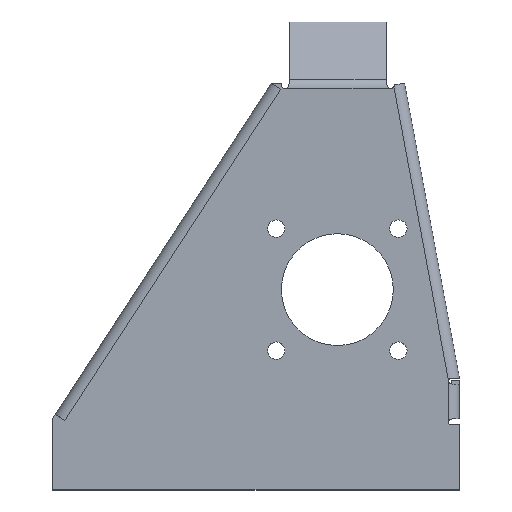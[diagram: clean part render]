
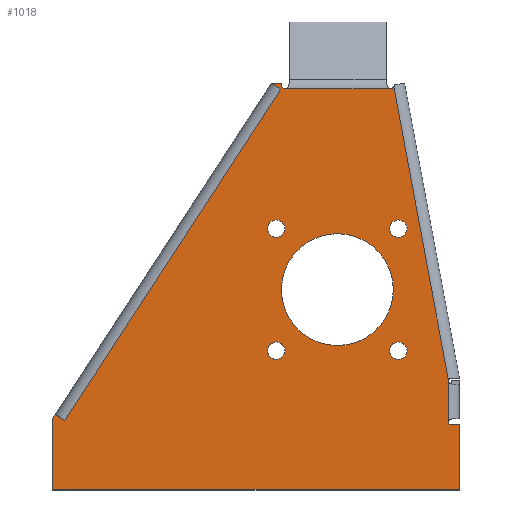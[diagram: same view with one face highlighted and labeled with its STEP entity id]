
A CAD part, top view. The second image highlights one B-rep face of the part: STEP entity #1018.
In plain terms, the highlighted planar face has unit normal (0, 0, 1).
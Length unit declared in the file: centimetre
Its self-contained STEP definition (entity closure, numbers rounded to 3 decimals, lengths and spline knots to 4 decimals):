
#52=FACE_BOUND('',#133,.T.);
#53=FACE_BOUND('',#134,.T.);
#54=FACE_BOUND('',#135,.T.);
#55=FACE_BOUND('',#136,.T.);
#56=FACE_BOUND('',#137,.T.);
#70=FACE_OUTER_BOUND('',#132,.T.);
#132=EDGE_LOOP('',(#689,#690,#691,#692,#693,#694,#695,#696,#697,#698,#699,
#700,#701,#702,#703,#704,#705));
#133=EDGE_LOOP('',(#706));
#134=EDGE_LOOP('',(#707));
#135=EDGE_LOOP('',(#708));
#136=EDGE_LOOP('',(#709));
#137=EDGE_LOOP('',(#710));
#208=LINE('',#1471,#307);
#213=LINE('',#1490,#312);
#214=LINE('',#1494,#313);
#215=LINE('',#1496,#314);
#216=LINE('',#1497,#315);
#217=LINE('',#1498,#316);
#218=LINE('',#1500,#317);
#219=LINE('',#1502,#318);
#220=LINE('',#1504,#319);
#221=LINE('',#1506,#320);
#222=LINE('',#1508,#321);
#223=LINE('',#1512,#322);
#224=LINE('',#1516,#323);
#307=VECTOR('',#1181,0.55);
#312=VECTOR('',#1198,0.2);
#313=VECTOR('',#1201,0.0742);
#314=VECTOR('',#1202,0.5);
#315=VECTOR('',#1203,0.55);
#316=VECTOR('',#1204,19.443);
#317=VECTOR('',#1205,0.25);
#318=VECTOR('',#1206,3.5);
#319=VECTOR('',#1207,20.);
#320=VECTOR('',#1208,3.2);
#321=VECTOR('',#1209,0.4);
#322=VECTOR('',#1212,0.15);
#323=VECTOR('',#1215,14.6724);
#408=CIRCLE('',#1087,0.2);
#409=CIRCLE('',#1088,0.15);
#410=CIRCLE('',#1089,0.15);
#411=CIRCLE('',#1090,0.2);
#412=CIRCLE('',#1091,2.75);
#413=CIRCLE('',#1092,0.425);
#414=CIRCLE('',#1093,0.425);
#415=CIRCLE('',#1094,0.425);
#416=CIRCLE('',#1095,0.425);
#439=VERTEX_POINT('',#1464);
#442=VERTEX_POINT('',#1469);
#447=VERTEX_POINT('',#1482);
#449=VERTEX_POINT('',#1488);
#450=VERTEX_POINT('',#1489);
#451=VERTEX_POINT('',#1491);
#452=VERTEX_POINT('',#1493);
#453=VERTEX_POINT('',#1495);
#454=VERTEX_POINT('',#1499);
#455=VERTEX_POINT('',#1501);
#456=VERTEX_POINT('',#1503);
#457=VERTEX_POINT('',#1505);
#458=VERTEX_POINT('',#1507);
#459=VERTEX_POINT('',#1509);
#460=VERTEX_POINT('',#1511);
#461=VERTEX_POINT('',#1513);
#462=VERTEX_POINT('',#1515);
#463=VERTEX_POINT('',#1518);
#464=VERTEX_POINT('',#1520);
#465=VERTEX_POINT('',#1522);
#466=VERTEX_POINT('',#1524);
#467=VERTEX_POINT('',#1526);
#534=EDGE_CURVE('',#439,#442,#208,.T.);
#542=EDGE_CURVE('',#449,#450,#213,.T.);
#543=EDGE_CURVE('',#449,#451,#408,.T.);
#544=EDGE_CURVE('',#451,#452,#214,.T.);
#545=EDGE_CURVE('',#453,#452,#215,.T.);
#546=EDGE_CURVE('',#453,#447,#216,.T.);
#547=EDGE_CURVE('',#447,#439,#217,.T.);
#548=EDGE_CURVE('',#442,#454,#218,.T.);
#549=EDGE_CURVE('',#455,#454,#219,.T.);
#550=EDGE_CURVE('',#456,#455,#220,.T.);
#551=EDGE_CURVE('',#457,#456,#221,.T.);
#552=EDGE_CURVE('',#458,#457,#222,.T.);
#553=EDGE_CURVE('',#458,#459,#409,.T.);
#554=EDGE_CURVE('',#460,#459,#223,.T.);
#555=EDGE_CURVE('',#460,#461,#410,.T.);
#556=EDGE_CURVE('',#461,#462,#224,.T.);
#557=EDGE_CURVE('',#462,#450,#411,.T.);
#558=EDGE_CURVE('',#463,#463,#412,.T.);
#559=EDGE_CURVE('',#464,#464,#413,.T.);
#560=EDGE_CURVE('',#465,#465,#414,.T.);
#561=EDGE_CURVE('',#466,#466,#415,.T.);
#562=EDGE_CURVE('',#467,#467,#416,.T.);
#689=ORIENTED_EDGE('',*,*,#542,.F.);
#690=ORIENTED_EDGE('',*,*,#543,.T.);
#691=ORIENTED_EDGE('',*,*,#544,.T.);
#692=ORIENTED_EDGE('',*,*,#545,.F.);
#693=ORIENTED_EDGE('',*,*,#546,.T.);
#694=ORIENTED_EDGE('',*,*,#547,.T.);
#695=ORIENTED_EDGE('',*,*,#534,.T.);
#696=ORIENTED_EDGE('',*,*,#548,.T.);
#697=ORIENTED_EDGE('',*,*,#549,.F.);
#698=ORIENTED_EDGE('',*,*,#550,.F.);
#699=ORIENTED_EDGE('',*,*,#551,.F.);
#700=ORIENTED_EDGE('',*,*,#552,.F.);
#701=ORIENTED_EDGE('',*,*,#553,.T.);
#702=ORIENTED_EDGE('',*,*,#554,.F.);
#703=ORIENTED_EDGE('',*,*,#555,.T.);
#704=ORIENTED_EDGE('',*,*,#556,.T.);
#705=ORIENTED_EDGE('',*,*,#557,.T.);
#706=ORIENTED_EDGE('',*,*,#558,.T.);
#707=ORIENTED_EDGE('',*,*,#559,.T.);
#708=ORIENTED_EDGE('',*,*,#560,.T.);
#709=ORIENTED_EDGE('',*,*,#561,.T.);
#710=ORIENTED_EDGE('',*,*,#562,.T.);
#977=PLANE('',#1086);
#1018=ADVANCED_FACE('',(#70,#52,#53,#54,#55,#56),#977,.T.);
#1086=AXIS2_PLACEMENT_3D('',#1487,#1196,#1197);
#1087=AXIS2_PLACEMENT_3D('',#1492,#1199,#1200);
#1088=AXIS2_PLACEMENT_3D('',#1510,#1210,#1211);
#1089=AXIS2_PLACEMENT_3D('',#1514,#1213,#1214);
#1090=AXIS2_PLACEMENT_3D('',#1517,#1216,#1217);
#1091=AXIS2_PLACEMENT_3D('',#1519,#1218,#1219);
#1092=AXIS2_PLACEMENT_3D('',#1521,#1220,#1221);
#1093=AXIS2_PLACEMENT_3D('',#1523,#1222,#1223);
#1094=AXIS2_PLACEMENT_3D('',#1525,#1224,#1225);
#1095=AXIS2_PLACEMENT_3D('',#1527,#1226,#1227);
#1181=DIRECTION('',(-0.838,0.546,0.));
#1196=DIRECTION('center_axis',(0.,0.,1.));
#1197=DIRECTION('ref_axis',(1.,0.,0.));
#1198=DIRECTION('',(1.,0.,0.));
#1199=DIRECTION('center_axis',(0.,0.,-1.));
#1200=DIRECTION('ref_axis',(0.,-1.,0.));
#1201=DIRECTION('',(0.,1.,0.));
#1202=DIRECTION('',(1.,0.,0.));
#1203=DIRECTION('',(0.838,-0.546,0.));
#1204=DIRECTION('',(-0.546,-0.838,0.));
#1205=DIRECTION('',(-0.546,-0.838,0.));
#1206=DIRECTION('',(0.,1.,0.));
#1207=DIRECTION('',(-1.,0.,0.));
#1208=DIRECTION('',(0.,-1.,0.));
#1209=DIRECTION('',(1.,0.,0.));
#1210=DIRECTION('center_axis',(0.,0.,-1.));
#1211=DIRECTION('ref_axis',(0.,-1.,0.));
#1212=DIRECTION('',(0.,-1.,0.));
#1213=DIRECTION('center_axis',(0.,0.,-1.));
#1214=DIRECTION('ref_axis',(-1.,0.,0.));
#1215=DIRECTION('',(-0.183,0.983,0.));
#1216=DIRECTION('center_axis',(0.,0.,-1.));
#1217=DIRECTION('ref_axis',(0.865,-0.501,0.));
#1218=DIRECTION('center_axis',(0.,0.,-1.));
#1219=DIRECTION('ref_axis',(1.,0.,0.));
#1220=DIRECTION('center_axis',(0.,0.,-1.));
#1221=DIRECTION('ref_axis',(1.,0.,0.));
#1222=DIRECTION('center_axis',(0.,0.,-1.));
#1223=DIRECTION('ref_axis',(1.,0.,0.));
#1224=DIRECTION('center_axis',(0.,0.,-1.));
#1225=DIRECTION('ref_axis',(1.,0.,0.));
#1226=DIRECTION('center_axis',(0.,0.,-1.));
#1227=DIRECTION('ref_axis',(1.,0.,0.));
#1464=CARTESIAN_POINT('',(-13.4027,-6.4408,0.));
#1469=CARTESIAN_POINT('',(-13.8635,-6.1405,0.));
#1471=CARTESIAN_POINT('',(-13.4027,-6.4408,0.));
#1482=CARTESIAN_POINT('',(-2.7892,9.8498,0.));
#1487=CARTESIAN_POINT('Origin',(0.,0.,0.));
#1488=CARTESIAN_POINT('',(-2.55,9.8758,0.));
#1489=CARTESIAN_POINT('',(2.6,9.8758,0.));
#1490=CARTESIAN_POINT('',(2.4,9.8758,0.));
#1491=CARTESIAN_POINT('',(-2.75,10.0758,0.));
#1492=CARTESIAN_POINT('Origin',(-2.55,10.0758,0.));
#1493=CARTESIAN_POINT('',(-2.75,10.15,0.));
#1494=CARTESIAN_POINT('',(-2.75,10.0758,0.));
#1495=CARTESIAN_POINT('',(-3.25,10.15,0.));
#1496=CARTESIAN_POINT('',(-3.25,10.15,0.));
#1497=CARTESIAN_POINT('',(-3.25,10.15,0.));
#1498=CARTESIAN_POINT('',(-2.7892,9.8498,0.));
#1499=CARTESIAN_POINT('',(-14.,-6.35,0.));
#1500=CARTESIAN_POINT('',(-13.8635,-6.1405,0.));
#1501=CARTESIAN_POINT('',(-14.,-9.85,0.));
#1502=CARTESIAN_POINT('',(-14.,-9.85,0.));
#1503=CARTESIAN_POINT('',(6.,-9.85,0.));
#1504=CARTESIAN_POINT('',(6.,-9.85,0.));
#1505=CARTESIAN_POINT('',(6.,-6.65,0.));
#1506=CARTESIAN_POINT('',(6.,-6.65,0.));
#1507=CARTESIAN_POINT('',(5.6,-6.65,0.));
#1508=CARTESIAN_POINT('',(5.6,-6.65,0.));
#1509=CARTESIAN_POINT('',(5.45,-6.5,0.));
#1510=CARTESIAN_POINT('Origin',(5.6,-6.5,0.));
#1511=CARTESIAN_POINT('',(5.45,-4.5,0.));
#1512=CARTESIAN_POINT('',(5.45,-6.35,0.));
#1513=CARTESIAN_POINT('',(5.459,-4.4489,0.));
#1514=CARTESIAN_POINT('Origin',(5.6,-4.5,0.));
#1515=CARTESIAN_POINT('',(2.773,9.9755,0.));
#1516=CARTESIAN_POINT('',(5.459,-4.4489,0.));
#1517=CARTESIAN_POINT('Origin',(2.6,10.0758,0.));
#1518=CARTESIAN_POINT('',(-2.75,0.,0.));
#1519=CARTESIAN_POINT('Origin',(0.,0.,0.));
#1520=CARTESIAN_POINT('',(2.575,3.,0.));
#1521=CARTESIAN_POINT('Origin',(3.,3.,0.));
#1522=CARTESIAN_POINT('',(2.575,-3.,0.));
#1523=CARTESIAN_POINT('Origin',(3.,-3.,0.));
#1524=CARTESIAN_POINT('',(-3.425,-3.,0.));
#1525=CARTESIAN_POINT('Origin',(-3.,-3.,0.));
#1526=CARTESIAN_POINT('',(-3.425,3.,0.));
#1527=CARTESIAN_POINT('Origin',(-3.,3.,0.));
